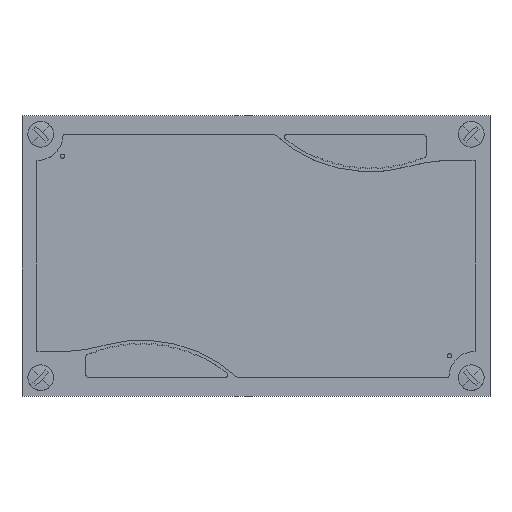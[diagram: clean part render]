
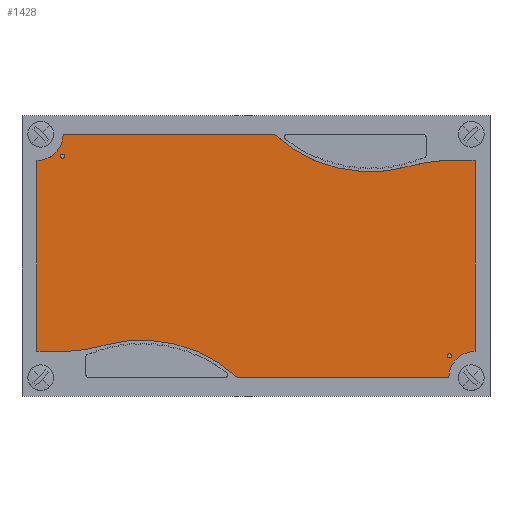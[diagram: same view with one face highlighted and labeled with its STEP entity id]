
A CAD part, top view. The second image highlights one B-rep face of the part: STEP entity #1428.
In plain terms, the highlighted planar face has unit normal (0, 0, 1).
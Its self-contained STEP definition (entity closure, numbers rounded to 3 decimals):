
#1428=ADVANCED_FACE('',(#3436,#3437,#3438),#3439,.T.);
#3436=FACE_OUTER_BOUND('',#6169,.T.);
#3437=FACE_BOUND('',#6170,.T.);
#3438=FACE_BOUND('',#6171,.T.);
#3439=PLANE('',#6172);
#6169=EDGE_LOOP('',(#9763,#9764,#9765,#9766,#9767,#9768,#9769,#9770,#9771,#9772,#9773,#9774));
#6170=EDGE_LOOP('',(#9775,#9776));
#6171=EDGE_LOOP('',(#9777,#9778));
#6172=AXIS2_PLACEMENT_3D('',#9779,#9780,#9781);
#9763=ORIENTED_EDGE('',*,*,#17236,.T.);
#9764=ORIENTED_EDGE('',*,*,#17232,.T.);
#9765=ORIENTED_EDGE('',*,*,#17227,.T.);
#9766=ORIENTED_EDGE('',*,*,#17244,.T.);
#9767=ORIENTED_EDGE('',*,*,#17245,.T.);
#9768=ORIENTED_EDGE('',*,*,#17246,.T.);
#9769=ORIENTED_EDGE('',*,*,#17247,.T.);
#9770=ORIENTED_EDGE('',*,*,#17248,.T.);
#9771=ORIENTED_EDGE('',*,*,#17249,.T.);
#9772=ORIENTED_EDGE('',*,*,#17250,.T.);
#9773=ORIENTED_EDGE('',*,*,#17251,.T.);
#9774=ORIENTED_EDGE('',*,*,#17240,.F.);
#9775=ORIENTED_EDGE('',*,*,#16727,.T.);
#9776=ORIENTED_EDGE('',*,*,#16693,.T.);
#9777=ORIENTED_EDGE('',*,*,#16731,.T.);
#9778=ORIENTED_EDGE('',*,*,#16688,.T.);
#9779=CARTESIAN_POINT('',(125.0,75.0,127.3));
#9780=DIRECTION('',(0.0,0.0,1.0));
#9781=DIRECTION('',(0.0,-1.0,0.0));
#16688=EDGE_CURVE('',#19955,#19959,#19961,.T.);
#16693=EDGE_CURVE('',#19964,#19968,#19970,.T.);
#16727=EDGE_CURVE('',#19968,#19964,#20020,.T.);
#16731=EDGE_CURVE('',#19959,#19955,#20024,.T.);
#17227=EDGE_CURVE('',#20756,#20757,#20758,.T.);
#17232=EDGE_CURVE('',#20765,#20756,#20766,.T.);
#17236=EDGE_CURVE('',#20771,#20765,#20772,.T.);
#17240=EDGE_CURVE('',#20771,#20777,#20778,.T.);
#17244=EDGE_CURVE('',#20757,#20783,#20784,.T.);
#17245=EDGE_CURVE('',#20783,#20785,#20786,.T.);
#17246=EDGE_CURVE('',#20785,#20787,#20788,.T.);
#17247=EDGE_CURVE('',#20787,#20789,#20790,.T.);
#17248=EDGE_CURVE('',#20789,#20791,#20792,.T.);
#17249=EDGE_CURVE('',#20791,#20793,#20794,.T.);
#17250=EDGE_CURVE('',#20793,#20795,#20796,.T.);
#17251=EDGE_CURVE('',#20795,#20777,#20797,.T.);
#19955=VERTEX_POINT('',#24776);
#19959=VERTEX_POINT('',#24781);
#19961=CIRCLE('',#24784,1.1);
#19964=VERTEX_POINT('',#24787);
#19968=VERTEX_POINT('',#24792);
#19970=CIRCLE('',#24795,1.1);
#20020=CIRCLE('',#24853,1.1);
#20024=CIRCLE('',#24857,1.1);
#20756=VERTEX_POINT('',#25845);
#20757=VERTEX_POINT('',#25846);
#20758=CIRCLE('',#25847,75.627);
#20765=VERTEX_POINT('',#25856);
#20766=CIRCLE('',#25857,77.855);
#20771=VERTEX_POINT('',#25863);
#20772=LINE('',#25864,#25865);
#20777=VERTEX_POINT('',#25872);
#20778=LINE('',#25873,#25874);
#20783=VERTEX_POINT('',#25881);
#20784=LINE('',#25882,#25883);
#20785=VERTEX_POINT('',#25884);
#20786=CIRCLE('',#25885,14.0);
#20787=VERTEX_POINT('',#25886);
#20788=LINE('',#25887,#25888);
#20789=VERTEX_POINT('',#25889);
#20790=LINE('',#25890,#25891);
#20791=VERTEX_POINT('',#25892);
#20792=CIRCLE('',#25893,77.855);
#20793=VERTEX_POINT('',#25894);
#20794=CIRCLE('',#25895,75.627);
#20795=VERTEX_POINT('',#25896);
#20796=LINE('',#25897,#25898);
#20797=CIRCLE('',#25899,14.0);
#24776=CARTESIAN_POINT('',(229.434,21.666,127.3));
#24781=CARTESIAN_POINT('',(227.234,21.666,127.3));
#24784=AXIS2_PLACEMENT_3D('',#31704,#31705,#31706);
#24787=CARTESIAN_POINT('',(22.766,128.334,127.3));
#24792=CARTESIAN_POINT('',(20.566,128.334,127.3));
#24795=AXIS2_PLACEMENT_3D('',#31712,#31713,#31714);
#24853=AXIS2_PLACEMENT_3D('',#31771,#31772,#31773);
#24857=AXIS2_PLACEMENT_3D('',#31777,#31778,#31779);
#25845=CARTESIAN_POINT('',(207.3,123.,127.3));
#25846=CARTESIAN_POINT('',(134.8,140.,127.3));
#25847=AXIS2_PLACEMENT_3D('',#32351,#32352,#32353);
#25856=CARTESIAN_POINT('',(228.5,126.0,127.3));
#25857=AXIS2_PLACEMENT_3D('',#32359,#32360,#32361);
#25863=CARTESIAN_POINT('',(242.0,126.0,127.3));
#25864=CARTESIAN_POINT('',(180.125,126.0,127.3));
#25865=VECTOR('',#32366,1.0);
#25872=CARTESIAN_POINT('',(242.0,24.0,127.3));
#25873=CARTESIAN_POINT('',(242.0,75.0,127.3));
#25874=VECTOR('',#32369,1.0);
#25881=CARTESIAN_POINT('',(22.,140.,127.3));
#25882=CARTESIAN_POINT('',(125.0,140.0,127.3));
#25883=VECTOR('',#32372,1.0);
#25884=CARTESIAN_POINT('',(8.0,126.0,127.3));
#25885=AXIS2_PLACEMENT_3D('',#32373,#32374,#32375);
#25886=CARTESIAN_POINT('',(8.0,24.0,127.3));
#25887=CARTESIAN_POINT('',(8.0,75.0,127.3));
#25888=VECTOR('',#32376,1.0);
#25889=CARTESIAN_POINT('',(21.5,24.0,127.3));
#25890=CARTESIAN_POINT('',(69.875,24.0,127.3));
#25891=VECTOR('',#32377,1.0);
#25892=CARTESIAN_POINT('',(42.7,27.,127.3));
#25893=AXIS2_PLACEMENT_3D('',#32378,#32379,#32380);
#25894=CARTESIAN_POINT('',(115.2,10.,127.3));
#25895=AXIS2_PLACEMENT_3D('',#32381,#32382,#32383);
#25896=CARTESIAN_POINT('',(228.,10.,127.3));
#25897=CARTESIAN_POINT('',(125.0,10.0,127.3));
#25898=VECTOR('',#32384,1.0);
#25899=AXIS2_PLACEMENT_3D('',#32385,#32386,#32387);
#31704=CARTESIAN_POINT('',(228.334,21.666,127.3));
#31705=DIRECTION('',(0.0,0.0,-1.0));
#31706=DIRECTION('',(1.0,0.0,0.0));
#31712=CARTESIAN_POINT('',(21.666,128.334,127.3));
#31713=DIRECTION('',(0.0,0.0,-1.0));
#31714=DIRECTION('',(1.0,0.0,0.0));
#31771=CARTESIAN_POINT('',(21.666,128.334,127.3));
#31772=DIRECTION('',(0.0,0.0,-1.0));
#31773=DIRECTION('',(1.0,0.0,0.0));
#31777=CARTESIAN_POINT('',(228.334,21.666,127.3));
#31778=DIRECTION('',(0.0,0.0,-1.0));
#31779=DIRECTION('',(1.0,0.0,0.0));
#32351=CARTESIAN_POINT('',(186.078,195.589,127.3));
#32352=DIRECTION('',(-0.0,0.0,-1.0));
#32353=DIRECTION('',(-0.678,-0.735,0.0));
#32359=CARTESIAN_POINT('',(228.705,48.145,127.3));
#32360=DIRECTION('',(0.0,0.0,1.0));
#32361=DIRECTION('',(-0.003,1.,0.0));
#32366=DIRECTION('',(-1.0,-0.0,0.0));
#32369=DIRECTION('',(0.0,-1.0,0.0));
#32372=DIRECTION('',(-1.0,0.0,0.0));
#32373=CARTESIAN_POINT('',(8.,140.,127.3));
#32374=DIRECTION('',(0.0,0.0,-1.0));
#32375=DIRECTION('',(0.,-1.0,0.0));
#32376=DIRECTION('',(0.0,-1.0,0.0));
#32377=DIRECTION('',(1.0,0.0,0.0));
#32378=CARTESIAN_POINT('',(21.295,101.855,127.3));
#32379=DIRECTION('',(0.0,0.0,1.0));
#32380=DIRECTION('',(0.003,-1.,0.0));
#32381=CARTESIAN_POINT('',(63.922,-45.589,127.3));
#32382=DIRECTION('',(0.0,0.0,-1.0));
#32383=DIRECTION('',(0.678,0.735,0.0));
#32384=DIRECTION('',(1.0,0.0,0.0));
#32385=CARTESIAN_POINT('',(242.,10.,127.3));
#32386=DIRECTION('',(0.0,0.0,-1.0));
#32387=DIRECTION('',(0.,1.0,0.0));
